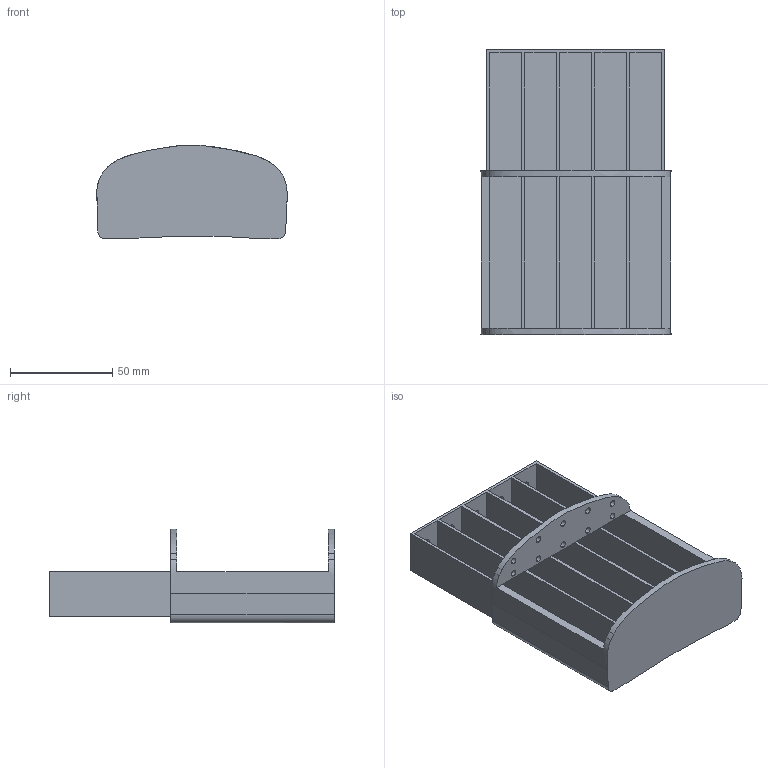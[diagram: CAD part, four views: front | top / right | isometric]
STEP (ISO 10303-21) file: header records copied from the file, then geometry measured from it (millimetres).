
FILE_DESCRIPTION (( 'STEP AP214' ), '1' );
FILE_NAME ('Wrist.STEP', '2024-07-24T04:12:48', ( '' ), ( '' ), 'SwSTEP 2.0', 'SolidWorks 2023', '' );
FILE_SCHEMA (( 'AUTOMOTIVE_DESIGN' ));
Length unit declared in the file: millimetre
Products named in the file (1): Wrist
Bounding box: 92.84 x 139.11 x 45.84 mm (x, y, z)
Volume: 93200.1 mm3; surface area: 72877.7 mm2
Topology: 1 solids, 3 shells, 92 faces, 269 edges, 174 vertices
Faces by surface type: plane 52, cylinder 30, bspline 10
Entity records: 4051 total; most frequent: CARTESIAN_POINT 1549, ORIENTED_EDGE 538, DIRECTION 467, EDGE_CURVE 269, LINE 181, VECTOR 181, VERTEX_POINT 174, AXIS2_PLACEMENT_3D 143
